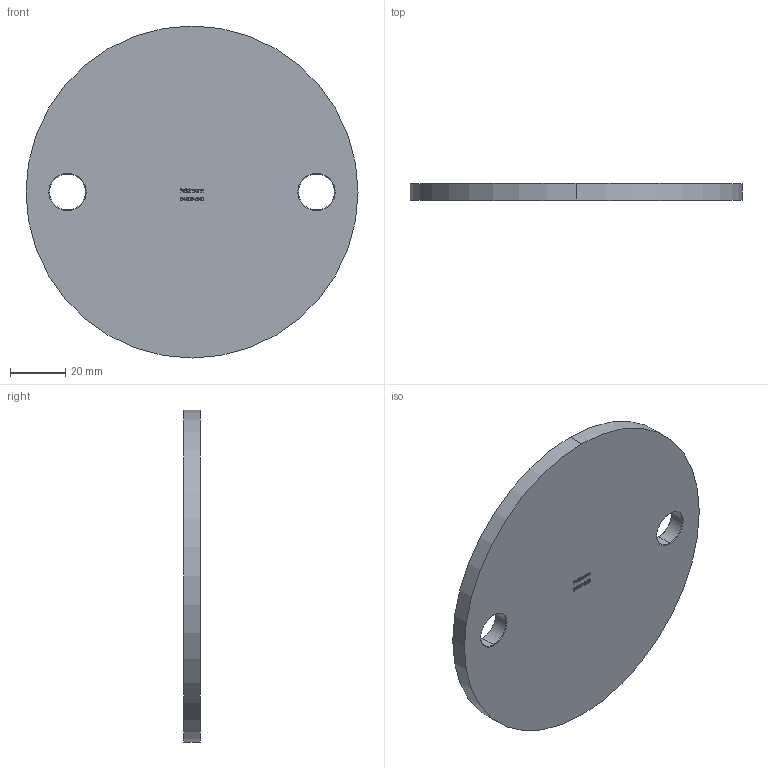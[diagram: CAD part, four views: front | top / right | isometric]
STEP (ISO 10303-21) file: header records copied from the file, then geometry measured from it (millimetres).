
FILE_DESCRIPTION (( 'STEP AP203' ), '1' );
FILE_NAME ('54109-240.step', '2020-10-21T10:59:41', ( '' ), ( '' ), 'SwSTEP 2.0', 'SolidWorks 2018', '' );
FILE_SCHEMA (( 'CONFIG_CONTROL_DESIGN' ));
Length unit declared in the file: millimetre
Products named in the file (2): 54109-240
Bounding box: 120 x 6 x 120 mm (x, y, z)
Volume: 66259.9 mm3; surface area: 24826.4 mm2
Topology: 1 solids, 1 shells, 235 faces, 616 edges, 408 vertices
Faces by surface type: plane 132, bspline 89, cone 8, cylinder 6
Entity records: 12331 total; most frequent: CARTESIAN_POINT 6966, ORIENTED_EDGE 1232, DIRECTION 754, EDGE_CURVE 616, VECTOR 418, LINE 418, VERTEX_POINT 408, EDGE_LOOP 264
